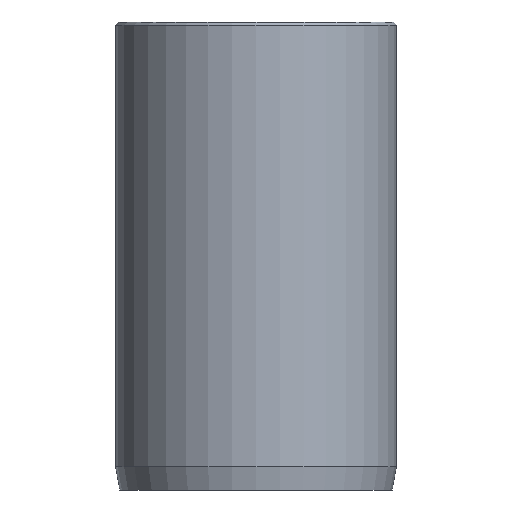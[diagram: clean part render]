
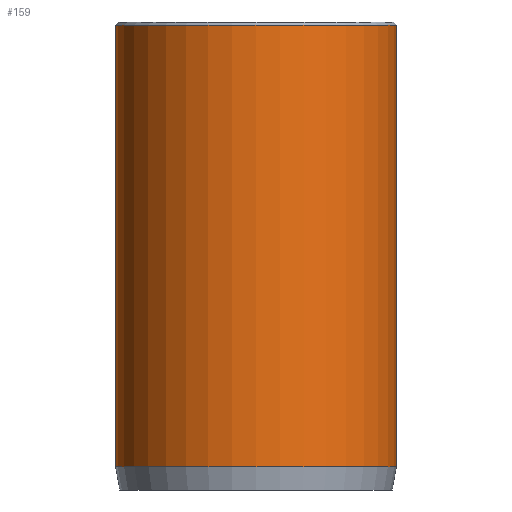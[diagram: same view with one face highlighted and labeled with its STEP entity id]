
A CAD part, front view. The second image highlights one B-rep face of the part: STEP entity #159.
In plain terms, the highlighted cylindrical face has radius 9 mm (diameter 18 mm), a partial arc.
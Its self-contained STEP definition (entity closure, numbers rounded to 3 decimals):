
#28 = CARTESIAN_POINT ( 'NONE',  ( -9., 0., 1.5 ) ) ;
#76 = VERTEX_POINT ( 'NONE', #800 ) ;
#100 = CARTESIAN_POINT ( 'NONE',  ( 0., 0., 29.8 ) ) ;
#132 = ORIENTED_EDGE ( 'NONE', *, *, #193, .T. ) ;
#159 = ADVANCED_FACE ( 'NONE', ( #393 ), #814, .T. ) ;
#170 = DIRECTION ( 'NONE',  ( 0., 0., -1. ) ) ;
#193 = EDGE_CURVE ( 'NONE', #841, #551, #785, .T. ) ;
#199 = DIRECTION ( 'NONE',  ( 1., 0., 0. ) ) ;
#214 = VECTOR ( 'NONE', #394, 1000. ) ;
#318 = CIRCLE ( 'NONE', #585, 9. ) ;
#393 = FACE_OUTER_BOUND ( 'NONE', #536, .T. ) ;
#394 = DIRECTION ( 'NONE',  ( 0., 0., -1. ) ) ;
#436 = CARTESIAN_POINT ( 'NONE',  ( 0., 0., 1.5 ) ) ;
#487 = CARTESIAN_POINT ( 'NONE',  ( 9., 0., 29.8 ) ) ;
#536 = EDGE_LOOP ( 'NONE', ( #969, #767, #1158, #132 ) ) ;
#551 = VERTEX_POINT ( 'NONE', #1231 ) ;
#562 = VECTOR ( 'NONE', #766, 1000. ) ;
#564 = DIRECTION ( 'NONE',  ( -1., 0., 0. ) ) ;
#582 = CARTESIAN_POINT ( 'NONE',  ( 9., 0., 30. ) ) ;
#585 = AXIS2_PLACEMENT_3D ( 'NONE', #100, #772, #199 ) ;
#598 = AXIS2_PLACEMENT_3D ( 'NONE', #436, #929, #1028 ) ;
#718 = AXIS2_PLACEMENT_3D ( 'NONE', #1050, #170, #564 ) ;
#766 = DIRECTION ( 'NONE',  ( 0., 0., -1. ) ) ;
#767 = ORIENTED_EDGE ( 'NONE', *, *, #1128, .T. ) ;
#772 = DIRECTION ( 'NONE',  ( 0., 0., -1. ) ) ;
#785 = CIRCLE ( 'NONE', #598, 9. ) ;
#800 = CARTESIAN_POINT ( 'NONE',  ( -9., 0., 29.8 ) ) ;
#814 = CYLINDRICAL_SURFACE ( 'NONE', #718, 9. ) ;
#820 = EDGE_CURVE ( 'NONE', #865, #551, #1016, .T. ) ;
#823 = LINE ( 'NONE', #1169, #562 ) ;
#841 = VERTEX_POINT ( 'NONE', #28 ) ;
#865 = VERTEX_POINT ( 'NONE', #487 ) ;
#929 = DIRECTION ( 'NONE',  ( 0., 0., 1. ) ) ;
#969 = ORIENTED_EDGE ( 'NONE', *, *, #820, .F. ) ;
#1016 = LINE ( 'NONE', #582, #214 ) ;
#1028 = DIRECTION ( 'NONE',  ( 1., 0., 0. ) ) ;
#1050 = CARTESIAN_POINT ( 'NONE',  ( 0., 0., 30. ) ) ;
#1091 = EDGE_CURVE ( 'NONE', #76, #841, #823, .T. ) ;
#1128 = EDGE_CURVE ( 'NONE', #865, #76, #318, .T. ) ;
#1158 = ORIENTED_EDGE ( 'NONE', *, *, #1091, .T. ) ;
#1169 = CARTESIAN_POINT ( 'NONE',  ( -9., 0., 30. ) ) ;
#1231 = CARTESIAN_POINT ( 'NONE',  ( 9., 0., 1.5 ) ) ;
